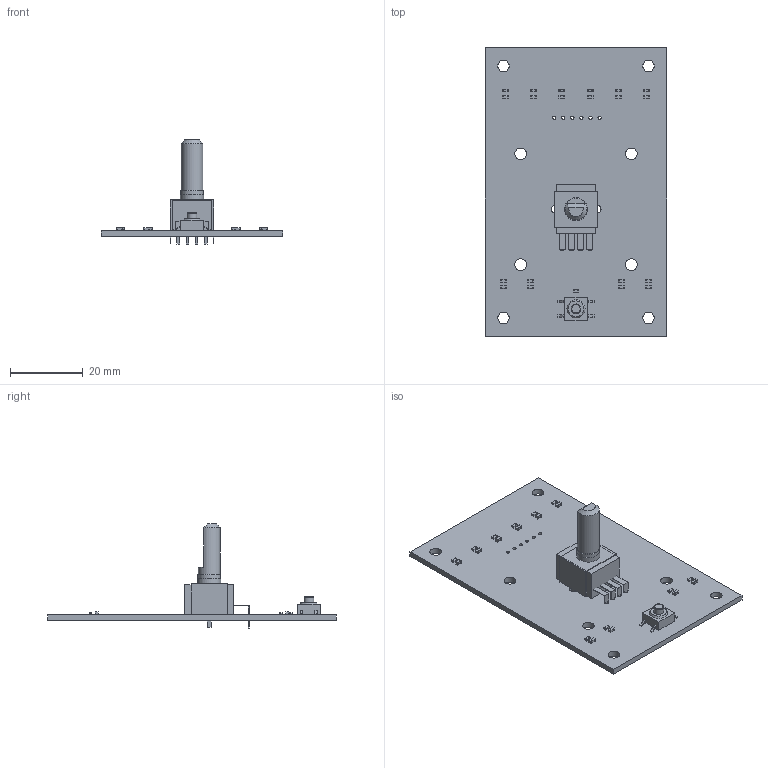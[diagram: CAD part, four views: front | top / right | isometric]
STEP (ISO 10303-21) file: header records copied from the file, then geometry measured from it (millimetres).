
FILE_DESCRIPTION(('KiCad electronic assembly'),'2;1');
FILE_NAME('controlboard.step','2023-03-31T02:38:40',('Pcbnew'),('Kicad') ,'Open CASCADE STEP processor 7.6','KiCad to STEP converter','Unknown' );
FILE_SCHEMA(('AUTOMOTIVE_DESIGN { 1 0 10303 214 1 1 1 1 }'));
Length unit declared in the file: millimetre
Products named in the file (19): controlboard 1; C_0603_1608Metric; SOLID; R_0603_1608Metric; CK switches KSC SLT G; bourns PTV111-4425A; PCB
Assembly tree (39 placements, depth 3):
  controlboard 1
    C_0603_1608Metric  x10
      SOLID
    R_0603_1608Metric  x11
      SOLID
    CK switches KSC SLT G  x2
      SOLID
      SOLID
      SOLID
      SOLID
    bourns PTV111-4425A  x2
      SOLID
      SOLID
      SOLID
      SOLID
      SOLID
      SOLID
      SOLID
    PCB
Bounding box: 50 x 79.5 x 28.7 mm (x, y, z)
Volume: 11025.5 mm3; surface area: 13410.9 mm2
Topology: 44 solids, 44 shells, 843 faces, 2133 edges, 1404 vertices
Faces by surface type: plane 596, cylinder 239, cone 6, torus 2
Full cylindrical faces by diameter (mm): 0.9 x6, 1 x4, 2.1 x1, 2.2 x1, 2.7 x2, 3.2 x8, 6 x3, 6.2 x2, 6.4 x4
Entity records: 14002 total; most frequent: CARTESIAN_POINT 2564, DIRECTION 2043, LINE 1325, VECTOR 1325, ORIENTED_EDGE 1020, PCURVE 1020, DEFINITIONAL_REPRESENTATION 1020, EDGE_CURVE 510
